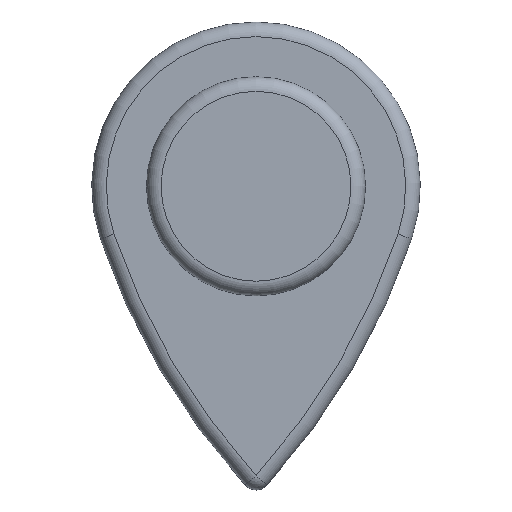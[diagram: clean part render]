
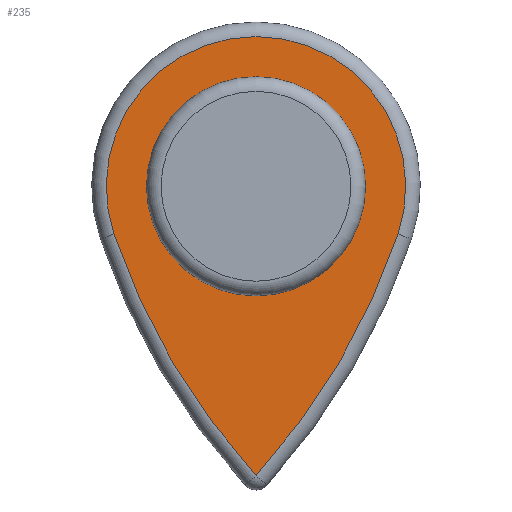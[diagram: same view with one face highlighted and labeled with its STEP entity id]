
A CAD part, top view. The second image highlights one B-rep face of the part: STEP entity #235.
In plain terms, the highlighted planar face has unit normal (0, 0, 1).
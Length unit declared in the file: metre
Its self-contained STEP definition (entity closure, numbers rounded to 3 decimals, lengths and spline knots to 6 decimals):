
#38=PLANE('',#280);
#61=ORIENTED_EDGE('',*,*,#104,.F.);
#62=ORIENTED_EDGE('',*,*,#119,.T.);
#63=ORIENTED_EDGE('',*,*,#120,.T.);
#64=ORIENTED_EDGE('',*,*,#121,.T.);
#104=EDGE_CURVE('',#135,#135,#155,.T.);
#119=EDGE_CURVE('',#148,#149,#166,.T.);
#120=EDGE_CURVE('',#149,#150,#167,.T.);
#121=EDGE_CURVE('',#150,#148,#168,.T.);
#135=VERTEX_POINT('',#397);
#148=VERTEX_POINT('',#432);
#149=VERTEX_POINT('',#433);
#150=VERTEX_POINT('',#435);
#155=CIRCLE('',#263,0.003);
#166=CIRCLE('',#281,0.01866);
#167=CIRCLE('',#282,0.01866);
#168=CIRCLE('',#283,0.0041);
#185=EDGE_LOOP('',(#61));
#186=EDGE_LOOP('',(#62,#63,#64));
#208=FACE_BOUND('',#185,.T.);
#209=FACE_BOUND('',#186,.T.);
#235=ADVANCED_FACE('',(#208,#209),#38,.T.);
#263=AXIS2_PLACEMENT_3D('',#396,#308,#309);
#280=AXIS2_PLACEMENT_3D('',#430,#346,#347);
#281=AXIS2_PLACEMENT_3D('',#431,#348,#349);
#282=AXIS2_PLACEMENT_3D('',#434,#350,#351);
#283=AXIS2_PLACEMENT_3D('',#436,#352,#353);
#308=DIRECTION('',(0.,0.,1.));
#309=DIRECTION('',(1.,0.,0.));
#346=DIRECTION('',(0.,0.,1.));
#347=DIRECTION('',(1.,0.,0.));
#348=DIRECTION('',(0.,0.,1.));
#349=DIRECTION('',(1.,0.,0.));
#350=DIRECTION('',(0.,0.,1.));
#351=DIRECTION('',(1.,0.,0.));
#352=DIRECTION('',(0.,0.,1.));
#353=DIRECTION('',(1.,0.,0.));
#396=CARTESIAN_POINT('',(0.,0.0085,0.0016));
#397=CARTESIAN_POINT('',(0.003,0.0085,0.0016));
#430=CARTESIAN_POINT('',(0.,0.0065,0.0016));
#431=CARTESIAN_POINT('',(0.013797,0.013149,0.0016));
#432=CARTESIAN_POINT('',(-0.003885,0.007191,0.0016));
#433=CARTESIAN_POINT('',(0.,0.000587,0.0016));
#434=CARTESIAN_POINT('',(-0.013797,0.013149,0.0016));
#435=CARTESIAN_POINT('',(0.003885,0.007191,0.0016));
#436=CARTESIAN_POINT('',(0.,0.0085,0.0016));
